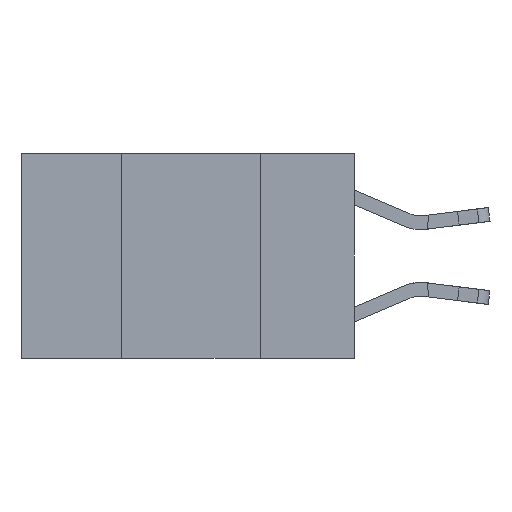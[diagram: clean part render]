
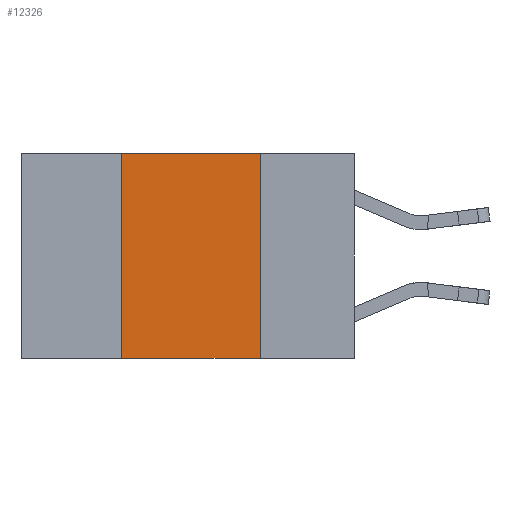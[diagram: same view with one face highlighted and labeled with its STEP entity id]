
A CAD part, left-side view. The second image highlights one B-rep face of the part: STEP entity #12326.
In plain terms, the highlighted planar face has unit normal (-1, 0, 0).
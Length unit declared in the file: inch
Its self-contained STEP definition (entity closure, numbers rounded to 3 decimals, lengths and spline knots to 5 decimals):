
#1464 = EDGE_CURVE ( 'NONE', #6836, #7563, #16699, .T. ) ;
#1518 = EDGE_CURVE ( 'NONE', #16553, #7563, #2379, .T. ) ;
#1517 = DIRECTION ( 'NONE',  ( 0., 0., -1. ) ) ;
#2379 = LINE ( 'NONE', #3710, #4353 ) ;
#3178 = FACE_OUTER_BOUND ( 'NONE', #11365, .T. ) ;
#3710 = CARTESIAN_POINT ( 'NONE',  ( 0., 0.17, 0. ) ) ;
#4036 = DIRECTION ( 'NONE',  ( 0., -1., 0. ) ) ;
#4353 = VECTOR ( 'NONE', #17320, 39.37008 ) ;
#5650 = CARTESIAN_POINT ( 'NONE',  ( 0., 0.6, -0.37 ) ) ;
#5896 = EDGE_CURVE ( 'NONE', #6836, #21502, #15806, .T. ) ;
#6836 = VERTEX_POINT ( 'NONE', #18890 ) ;
#7378 = LINE ( 'NONE', #19620, #16748 ) ;
#7496 = ORIENTED_EDGE ( 'NONE', *, *, #1518, .F. ) ;
#7563 = VERTEX_POINT ( 'NONE', #18514 ) ;
#8434 = ORIENTED_EDGE ( 'NONE', *, *, #1464, .T. ) ;
#8571 = ORIENTED_EDGE ( 'NONE', *, *, #5896, .F. ) ;
#9872 = CARTESIAN_POINT ( 'NONE',  ( 0., 0.6, 0. ) ) ;
#11365 = EDGE_LOOP ( 'NONE', ( #7496, #20203, #8571, #8434 ) ) ;
#12326 = ADVANCED_FACE ( 'NONE', ( #3178 ), #19657, .F. ) ;
#12406 = CARTESIAN_POINT ( 'NONE',  ( 0., 0.42, 0. ) ) ;
#14576 = DIRECTION ( 'NONE',  ( 0., -1., 0. ) ) ;
#15806 = LINE ( 'NONE', #12406, #20726 ) ;
#16553 = VERTEX_POINT ( 'NONE', #19323 ) ;
#16600 = DIRECTION ( 'NONE',  ( 1., 0., 0. ) ) ;
#16699 = LINE ( 'NONE', #5650, #18416 ) ;
#16748 = VECTOR ( 'NONE', #14576, 39.37008 ) ;
#17320 = DIRECTION ( 'NONE',  ( 0., 0., -1. ) ) ;
#17955 = EDGE_CURVE ( 'NONE', #21502, #16553, #7378, .T. ) ;
#17974 = CARTESIAN_POINT ( 'NONE',  ( 0., 0.42, 0. ) ) ;
#18416 = VECTOR ( 'NONE', #4036, 39.37008 ) ;
#18514 = CARTESIAN_POINT ( 'NONE',  ( 0., 0.17, -0.37 ) ) ;
#18667 = DIRECTION ( 'NONE',  ( 0., 0., 1. ) ) ;
#18890 = CARTESIAN_POINT ( 'NONE',  ( 0., 0.42, -0.37 ) ) ;
#19323 = CARTESIAN_POINT ( 'NONE',  ( 0., 0.17, 0. ) ) ;
#19620 = CARTESIAN_POINT ( 'NONE',  ( 0., 0.6, 0. ) ) ;
#19657 = PLANE ( 'NONE',  #20455 ) ;
#20203 = ORIENTED_EDGE ( 'NONE', *, *, #17955, .F. ) ;
#20455 = AXIS2_PLACEMENT_3D ( 'NONE', #9872, #16600, #1517 ) ;
#20726 = VECTOR ( 'NONE', #18667, 39.37008 ) ;
#21502 = VERTEX_POINT ( 'NONE', #17974 ) ;
